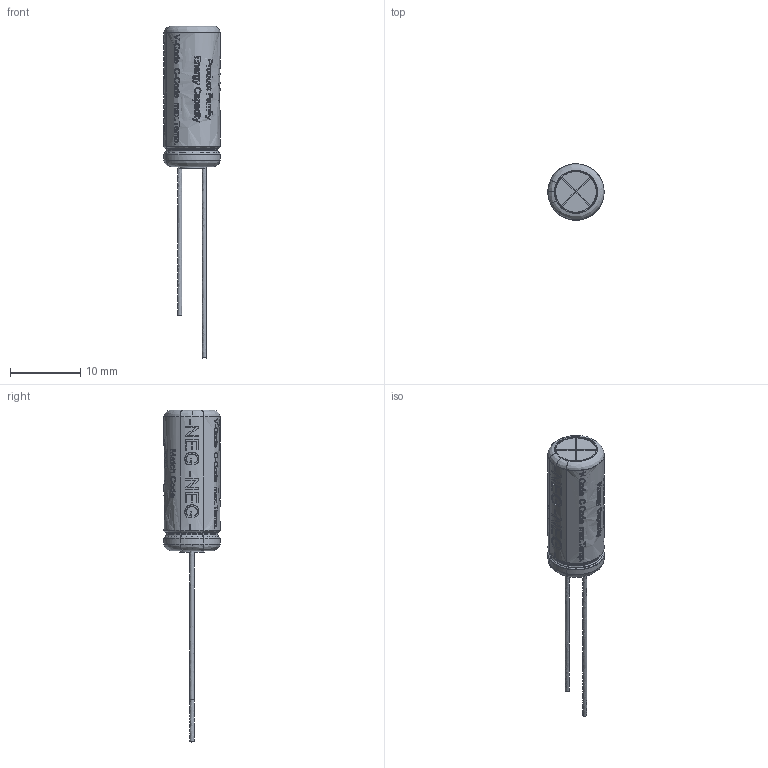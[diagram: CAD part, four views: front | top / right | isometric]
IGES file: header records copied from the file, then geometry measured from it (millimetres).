
Start section: C
Global section: file name: 8x20x3.5x0.6.igs; native system: By Siemens PLM Incorporated; preprocessor: XPlus GENERIC/IGES 24.0.124; author: Author; organization: Title; date: 20210628.103558; units: millimetre
Bounding box: 7.99 x 8 x 47.2 mm (x, y, z)
Surface area: 1805.2 mm2 (no closed solid volume)
Topology: 0 solids, 0 shells, 708 faces, 4458 edges, 4458 vertices
Faces by surface type: bspline 708
